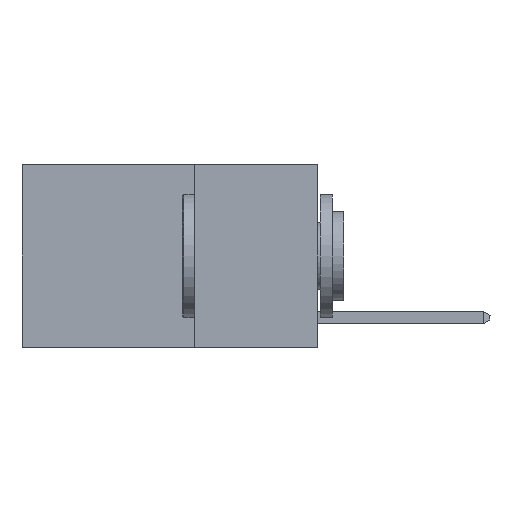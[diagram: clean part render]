
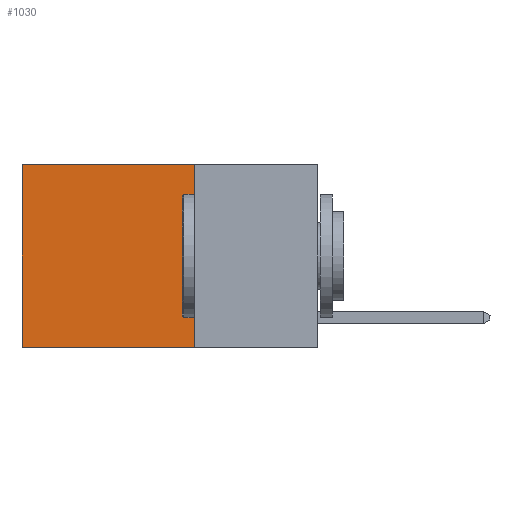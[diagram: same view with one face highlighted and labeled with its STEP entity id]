
A CAD part, left-side view. The second image highlights one B-rep face of the part: STEP entity #1030.
In plain terms, the highlighted planar face has unit normal (-1, 0, 0).
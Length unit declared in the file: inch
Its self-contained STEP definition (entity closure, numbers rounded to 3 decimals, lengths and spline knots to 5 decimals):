
#1030 = ADVANCED_FACE ( 'NONE', ( #7721 ), #1140, .F. ) ;
#1140 = PLANE ( 'NONE',  #27052 ) ;
#3216 = EDGE_LOOP ( 'NONE', ( #18554, #23418, #11558, #17590 ) ) ;
#5828 = LINE ( 'NONE', #25112, #25650 ) ;
#5987 = CARTESIAN_POINT ( 'NONE',  ( 0.2625, 0.25, -0.37 ) ) ;
#6393 = DIRECTION ( 'NONE',  ( 0., 1., 0. ) ) ;
#6549 = CARTESIAN_POINT ( 'NONE',  ( 0.2625, 0.6, -0.37 ) ) ;
#6927 = VECTOR ( 'NONE', #13144, 39.37008 ) ;
#7444 = CARTESIAN_POINT ( 'NONE',  ( 0.2625, 0.25, 0. ) ) ;
#7630 = VERTEX_POINT ( 'NONE', #6549 ) ;
#7721 = FACE_OUTER_BOUND ( 'NONE', #3216, .T. ) ;
#9770 = DIRECTION ( 'NONE',  ( 0., 0., -1. ) ) ;
#10473 = EDGE_CURVE ( 'NONE', #12269, #7630, #10608, .T. ) ;
#10608 = LINE ( 'NONE', #5987, #24271 ) ;
#11293 = VERTEX_POINT ( 'NONE', #27291 ) ;
#11558 = ORIENTED_EDGE ( 'NONE', *, *, #24128, .F. ) ;
#11776 = DIRECTION ( 'NONE',  ( 1., 0., 0. ) ) ;
#12269 = VERTEX_POINT ( 'NONE', #12940 ) ;
#12940 = CARTESIAN_POINT ( 'NONE',  ( 0.2625, 0.25, -0.37 ) ) ;
#13144 = DIRECTION ( 'NONE',  ( 0., 0., -1. ) ) ;
#16368 = EDGE_CURVE ( 'NONE', #27358, #11293, #24550, .T. ) ;
#16573 = CARTESIAN_POINT ( 'NONE',  ( 0.2625, 0.25, 0. ) ) ;
#17481 = LINE ( 'NONE', #21390, #6927 ) ;
#17590 = ORIENTED_EDGE ( 'NONE', *, *, #16368, .T. ) ;
#18554 = ORIENTED_EDGE ( 'NONE', *, *, #24721, .T. ) ;
#20297 = DIRECTION ( 'NONE',  ( 0., 0., -1. ) ) ;
#21390 = CARTESIAN_POINT ( 'NONE',  ( 0.2625, 0.6, 0. ) ) ;
#22398 = CARTESIAN_POINT ( 'NONE',  ( 0.2625, 0.25, 0. ) ) ;
#23122 = VECTOR ( 'NONE', #24823, 39.37008 ) ;
#23418 = ORIENTED_EDGE ( 'NONE', *, *, #10473, .F. ) ;
#24128 = EDGE_CURVE ( 'NONE', #27358, #12269, #5828, .T. ) ;
#24271 = VECTOR ( 'NONE', #6393, 39.37008 ) ;
#24550 = LINE ( 'NONE', #16573, #23122 ) ;
#24721 = EDGE_CURVE ( 'NONE', #11293, #7630, #17481, .T. ) ;
#24823 = DIRECTION ( 'NONE',  ( 0., 1., 0. ) ) ;
#25112 = CARTESIAN_POINT ( 'NONE',  ( 0.2625, 0.25, 0. ) ) ;
#25650 = VECTOR ( 'NONE', #9770, 39.37008 ) ;
#27052 = AXIS2_PLACEMENT_3D ( 'NONE', #22398, #11776, #20297 ) ;
#27291 = CARTESIAN_POINT ( 'NONE',  ( 0.2625, 0.6, 0. ) ) ;
#27358 = VERTEX_POINT ( 'NONE', #7444 ) ;
